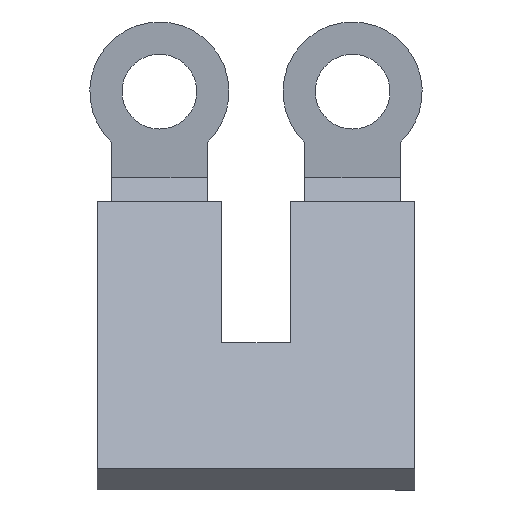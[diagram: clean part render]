
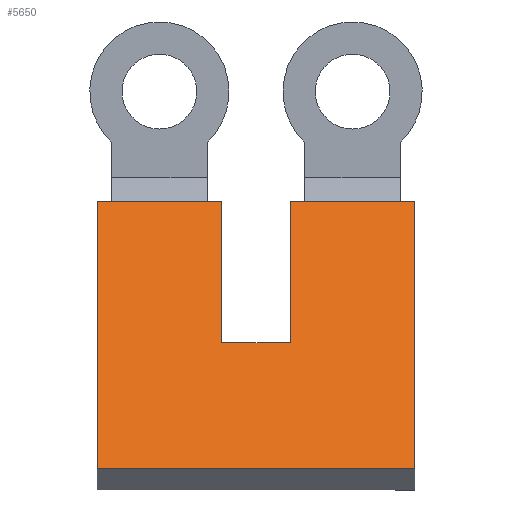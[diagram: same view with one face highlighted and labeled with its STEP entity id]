
A CAD part, top view. The second image highlights one B-rep face of the part: STEP entity #5650.
In plain terms, the highlighted face is planar.
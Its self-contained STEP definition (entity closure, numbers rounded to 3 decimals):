
#100=CARTESIAN_POINT('',(8.431,69.94,0.));
#110=VERTEX_POINT('',#100);
#280=CARTESIAN_POINT('',(8.431,52.94,0.));
#290=VERTEX_POINT('',#280);
#320=CARTESIAN_POINT('',(8.431,0.,0.));
#330=DIRECTION('',(0.,-1.,0.));
#340=VECTOR('',#330,1.);
#350=LINE('',#320,#340);
#360=EDGE_CURVE('',#110,#290,#350,.T.);
#670=CARTESIAN_POINT('',(8.431,69.94,18.25));
#680=VERTEX_POINT('',#670);
#710=CARTESIAN_POINT('',(8.431,0.,18.25));
#720=DIRECTION('',(0.,-1.,0.));
#730=VECTOR('',#720,1.);
#740=LINE('',#710,#730);
#750=CARTESIAN_POINT('',(8.431,52.94,18.25));
#760=VERTEX_POINT('',#750);
#770=EDGE_CURVE('',#680,#760,#740,.T.);
#1060=CARTESIAN_POINT('',(8.431,60.94,7.15));
#1070=VERTEX_POINT('',#1060);
#1100=CARTESIAN_POINT('',(8.431,60.94,0.));
#1110=DIRECTION('',(0.,0.,1.));
#1120=VECTOR('',#1110,1.);
#1130=LINE('',#1100,#1120);
#1140=CARTESIAN_POINT('',(8.431,60.94,11.1));
#1150=VERTEX_POINT('',#1140);
#1160=EDGE_CURVE('',#1070,#1150,#1130,.T.);
#3050=CARTESIAN_POINT('',(8.431,0.,11.1));
#3060=DIRECTION('',(0.,-1.,0.));
#3070=VECTOR('',#3060,1.);
#3080=LINE('',#3050,#3070);
#3090=CARTESIAN_POINT('',(8.431,69.94,11.1));
#3100=VERTEX_POINT('',#3090);
#3110=EDGE_CURVE('',#3100,#1150,#3080,.T.);
#4260=CARTESIAN_POINT('',(8.431,0.,7.15));
#4270=DIRECTION('',(0.,1.,0.));
#4280=VECTOR('',#4270,1.);
#4290=LINE('',#4260,#4280);
#4300=CARTESIAN_POINT('',(8.431,69.94,7.15));
#4310=VERTEX_POINT('',#4300);
#4320=EDGE_CURVE('',#1070,#4310,#4290,.T.);
#4970=CARTESIAN_POINT('',(8.431,52.94,0.));
#4980=DIRECTION('',(0.,0.,-1.));
#4990=VECTOR('',#4980,1.);
#5000=LINE('',#4970,#4990);
#5010=EDGE_CURVE('',#760,#290,#5000,.T.);
#5400=CARTESIAN_POINT('',(8.431,60.17,0.));
#5410=DIRECTION('',(1.,0.,0.));
#5420=DIRECTION('',(0.,-1.,0.));
#5430=AXIS2_PLACEMENT_3D('',#5400,#5410,#5420);
#5440=PLANE('',#5430);
#5450=ORIENTED_EDGE('',*,*,#360,.F.);
#5460=ORIENTED_EDGE('',*,*,#5010,.T.);
#5470=ORIENTED_EDGE('',*,*,#770,.T.);
#5480=CARTESIAN_POINT('',(8.431,69.94,0.));
#5490=DIRECTION('',(0.,0.,1.));
#5500=VECTOR('',#5490,1.);
#5510=LINE('',#5480,#5500);
#5520=EDGE_CURVE('',#3100,#680,#5510,.T.);
#5530=ORIENTED_EDGE('',*,*,#5520,.T.);
#5540=ORIENTED_EDGE('',*,*,#3110,.F.);
#5550=ORIENTED_EDGE('',*,*,#1160,.T.);
#5560=ORIENTED_EDGE('',*,*,#4320,.F.);
#5570=CARTESIAN_POINT('',(8.431,69.94,0.));
#5580=DIRECTION('',(0.,0.,1.));
#5590=VECTOR('',#5580,1.);
#5600=LINE('',#5570,#5590);
#5610=EDGE_CURVE('',#110,#4310,#5600,.T.);
#5620=ORIENTED_EDGE('',*,*,#5610,.T.);
#5630=EDGE_LOOP('',(#5620,#5560,#5550,#5540,#5530,#5470,#5460,#5450));
#5640=FACE_OUTER_BOUND('',#5630,.T.);
#5650=ADVANCED_FACE('',(#5640),#5440,.T.);
